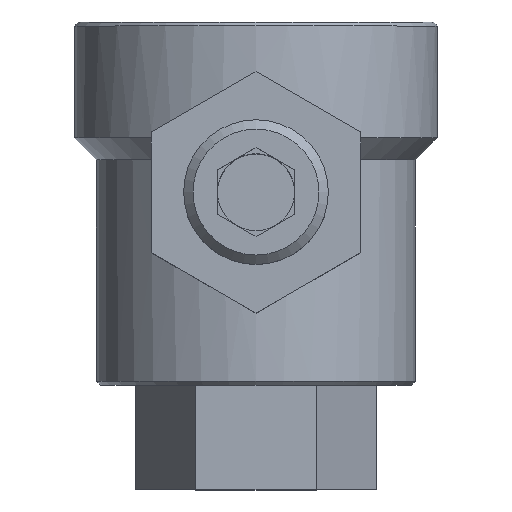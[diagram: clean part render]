
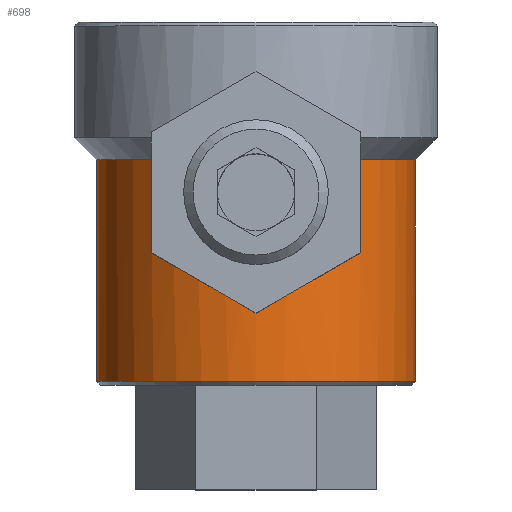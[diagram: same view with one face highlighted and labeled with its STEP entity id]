
A CAD part, top view. The second image highlights one B-rep face of the part: STEP entity #698.
In plain terms, the highlighted cylindrical face has radius 14.5 mm (diameter 29 mm), a full revolution.
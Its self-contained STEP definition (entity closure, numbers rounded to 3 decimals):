
#75=ELLIPSE('',#779,16.743,14.5);
#76=ELLIPSE('',#780,16.743,14.5);
#79=LINE('',#1099,#137);
#80=LINE('',#1105,#138);
#137=VECTOR('',#872,1000.);
#138=VECTOR('',#877,1000.);
#203=ORIENTED_EDGE('',*,*,#382,.F.);
#204=ORIENTED_EDGE('',*,*,#383,.F.);
#205=ORIENTED_EDGE('',*,*,#384,.F.);
#206=ORIENTED_EDGE('',*,*,#385,.F.);
#207=ORIENTED_EDGE('',*,*,#386,.F.);
#208=ORIENTED_EDGE('',*,*,#381,.T.);
#381=EDGE_CURVE('',#469,#470,#529,.T.);
#382=EDGE_CURVE('',#471,#471,#530,.T.);
#383=EDGE_CURVE('',#472,#470,#79,.F.);
#384=EDGE_CURVE('',#473,#472,#75,.T.);
#385=EDGE_CURVE('',#474,#473,#76,.T.);
#386=EDGE_CURVE('',#469,#474,#80,.T.);
#469=VERTEX_POINT('',#1089);
#470=VERTEX_POINT('',#1094);
#471=VERTEX_POINT('',#1098);
#472=VERTEX_POINT('',#1100);
#473=VERTEX_POINT('',#1102);
#474=VERTEX_POINT('',#1104);
#529=CIRCLE('',#776,14.5);
#530=CIRCLE('',#778,14.5);
#556=EDGE_LOOP('',(#203));
#557=EDGE_LOOP('',(#204,#205,#206,#207,#208));
#624=FACE_BOUND('',#556,.T.);
#625=FACE_BOUND('',#557,.T.);
#690=CYLINDRICAL_SURFACE('',#777,14.5);
#698=ADVANCED_FACE('',(#624,#625),#690,.T.);
#776=AXIS2_PLACEMENT_3D('',#1095,#866,#867);
#777=AXIS2_PLACEMENT_3D('',#1096,#868,#869);
#778=AXIS2_PLACEMENT_3D('',#1097,#870,#871);
#779=AXIS2_PLACEMENT_3D('',#1101,#873,#874);
#780=AXIS2_PLACEMENT_3D('',#1103,#875,#876);
#866=DIRECTION('',(0.,-1.,0.));
#867=DIRECTION('',(0.,0.,-1.));
#868=DIRECTION('',(0.,-1.,0.));
#869=DIRECTION('',(0.,0.,-1.));
#870=DIRECTION('',(0.,-1.,0.));
#871=DIRECTION('',(0.,0.,-1.));
#872=DIRECTION('',(0.,-1.,0.));
#873=DIRECTION('',(0.,0.866,-0.5));
#874=DIRECTION('',(0.,-0.5,-0.866));
#875=DIRECTION('',(0.,0.866,0.5));
#876=DIRECTION('',(0.,-0.5,0.866));
#877=DIRECTION('',(0.,-1.,0.));
#1089=CARTESIAN_POINT('',(-10.954,30.,-9.5));
#1094=CARTESIAN_POINT('',(-10.954,30.,9.5));
#1095=CARTESIAN_POINT('',(0.,30.,0.));
#1096=CARTESIAN_POINT('',(0.,9.5,0.));
#1097=CARTESIAN_POINT('',(0.,9.854,0.));
#1098=CARTESIAN_POINT('',(0.,9.854,-14.5));
#1099=CARTESIAN_POINT('',(-10.954,9.5,9.5));
#1100=CARTESIAN_POINT('',(-10.954,21.515,9.5));
#1101=CARTESIAN_POINT('',(0.,16.03,0.));
#1102=CARTESIAN_POINT('',(-14.5,16.03,0.));
#1103=CARTESIAN_POINT('',(0.,16.03,0.));
#1104=CARTESIAN_POINT('',(-10.954,21.515,-9.5));
#1105=CARTESIAN_POINT('',(-10.954,9.5,-9.5));
